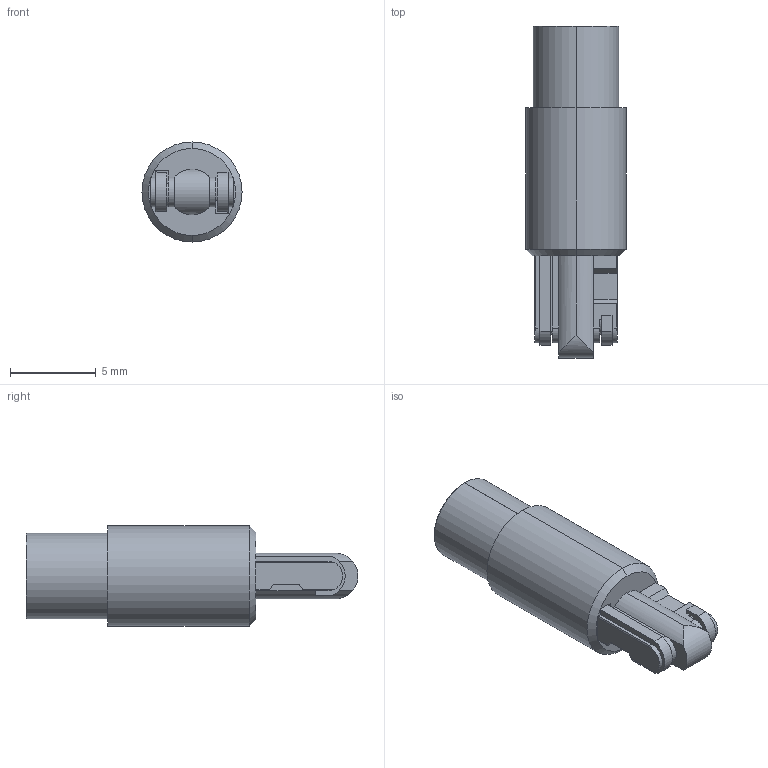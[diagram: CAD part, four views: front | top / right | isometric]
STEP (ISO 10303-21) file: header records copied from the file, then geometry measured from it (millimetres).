
FILE_DESCRIPTION (( 'STEP AP203' ), '1' );
FILE_NAME ('WB201_Series.STEP', '2019-02-16T00:58:53', ( '' ), ( '' ), 'SwSTEP 2.0', 'SolidWorks 2018', '' );
FILE_SCHEMA (( 'CONFIG_CONTROL_DESIGN' ));
Length unit declared in the file: inch
Products named in the file (4): LEAD FOR WB201 SERIES; WB201 Base 502316; DF200E-NFR_CUT FOR ASSY; WB201_Series
Assembly tree (4 placements, depth 2):
  WB201_Series
    WB201 Base 502316
    LEAD FOR WB201 SERIES  x2
    DF200E-NFR_CUT FOR ASSY
Bounding box: 5.84 x 19.37 x 5.84 mm (x, y, z)
Volume: 137.3 mm3; surface area: 793.7 mm2
Topology: 11 solids, 11 shells, 149 faces, 360 edges, 231 vertices
Faces by surface type: plane 103, cylinder 34, cone 8, torus 4
Entity records: 4483 total; most frequent: CARTESIAN_POINT 753, DIRECTION 693, ORIENTED_EDGE 672, EDGE_CURVE 336, VECTOR 239, LINE 239, AXIS2_PLACEMENT_3D 227, VERTEX_POINT 215
